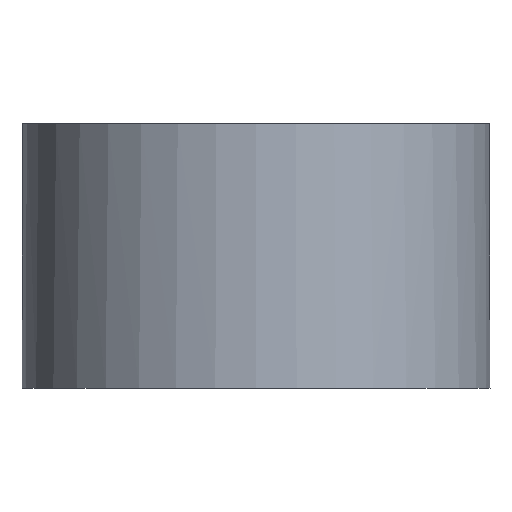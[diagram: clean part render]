
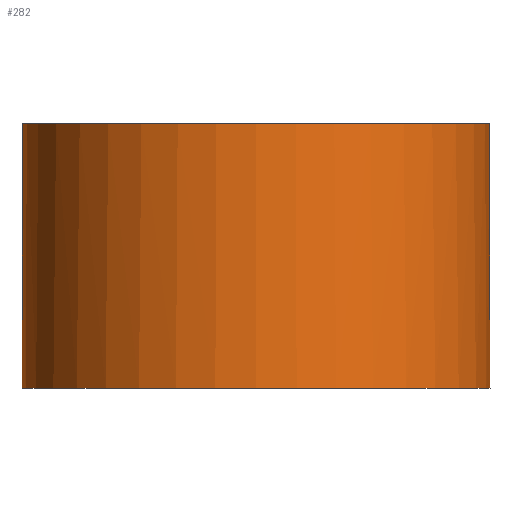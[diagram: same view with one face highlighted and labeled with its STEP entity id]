
A CAD part, left-side view. The second image highlights one B-rep face of the part: STEP entity #282.
In plain terms, the highlighted cylindrical face has radius 3.45 mm (diameter 6.9 mm), a full revolution.
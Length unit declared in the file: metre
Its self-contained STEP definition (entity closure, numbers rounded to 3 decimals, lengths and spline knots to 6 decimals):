
#12=LINE('',#460,#20);
#13=LINE('',#465,#21);
#20=VECTOR('',#375,1.);
#21=VECTOR('',#378,1.);
#30=CYLINDRICAL_SURFACE('',#319,0.00345);
#49=ORIENTED_EDGE('',*,*,#107,.F.);
#50=ORIENTED_EDGE('',*,*,#108,.T.);
#51=ORIENTED_EDGE('',*,*,#109,.T.);
#52=ORIENTED_EDGE('',*,*,#110,.T.);
#53=ORIENTED_EDGE('',*,*,#106,.F.);
#106=EDGE_CURVE('',#137,#137,#164,.T.);
#107=EDGE_CURVE('',#138,#139,#12,.T.);
#108=EDGE_CURVE('',#138,#140,#165,.T.);
#109=EDGE_CURVE('',#140,#141,#13,.T.);
#110=EDGE_CURVE('',#141,#139,#166,.T.);
#137=VERTEX_POINT('',#458);
#138=VERTEX_POINT('',#461);
#139=VERTEX_POINT('',#462);
#140=VERTEX_POINT('',#464);
#141=VERTEX_POINT('',#466);
#164=CIRCLE('',#318,0.00345);
#165=CIRCLE('',#320,0.00345);
#166=CIRCLE('',#321,0.00345);
#192=EDGE_LOOP('',(#49,#50,#51,#52));
#193=EDGE_LOOP('',(#53));
#236=FACE_BOUND('',#192,.T.);
#237=FACE_BOUND('',#193,.T.);
#282=ADVANCED_FACE('',(#236,#237),#30,.T.);
#318=AXIS2_PLACEMENT_3D('',#457,#371,#372);
#319=AXIS2_PLACEMENT_3D('',#459,#373,#374);
#320=AXIS2_PLACEMENT_3D('',#463,#376,#377);
#321=AXIS2_PLACEMENT_3D('',#467,#379,#380);
#371=DIRECTION('',(0.,0.,-1.));
#372=DIRECTION('',(-1.,0.,0.));
#373=DIRECTION('',(0.,0.,-1.));
#374=DIRECTION('',(-1.,0.,0.));
#375=DIRECTION('',(0.,0.,1.));
#376=DIRECTION('',(0.,0.,-1.));
#377=DIRECTION('',(-1.,0.,0.));
#378=DIRECTION('',(0.,0.,1.));
#379=DIRECTION('',(0.,0.,-1.));
#380=DIRECTION('',(-1.,0.,0.));
#457=CARTESIAN_POINT('',(0.,0.0051,0.012));
#458=CARTESIAN_POINT('',(-0.00345,0.0051,0.012));
#459=CARTESIAN_POINT('',(0.,0.0051,0.015074));
#460=CARTESIAN_POINT('',(0.002083,0.00785,0.0144));
#461=CARTESIAN_POINT('',(0.002083,0.00785,0.0144));
#462=CARTESIAN_POINT('',(0.002083,0.00785,0.0159));
#463=CARTESIAN_POINT('',(0.,0.0051,0.0144));
#464=CARTESIAN_POINT('',(0.002083,0.00235,0.0144));
#465=CARTESIAN_POINT('',(0.002083,0.00235,0.0144));
#466=CARTESIAN_POINT('',(0.002083,0.00235,0.0159));
#467=CARTESIAN_POINT('',(0.,0.0051,0.0159));
